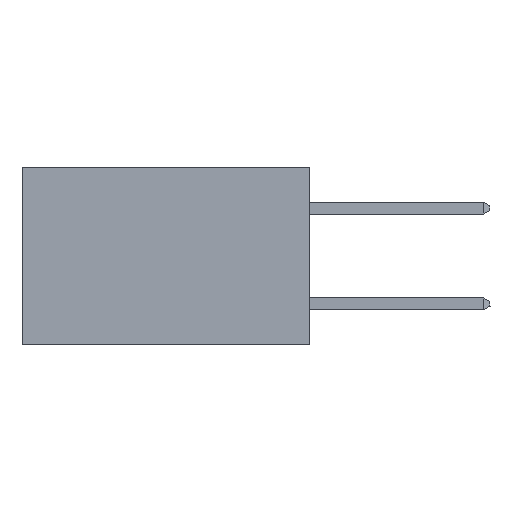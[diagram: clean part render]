
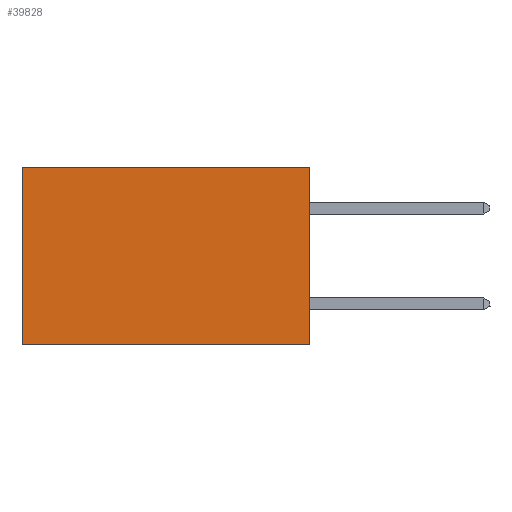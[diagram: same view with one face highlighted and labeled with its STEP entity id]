
A CAD part, left-side view. The second image highlights one B-rep face of the part: STEP entity #39828.
In plain terms, the highlighted planar face has unit normal (-1, 0, 0).
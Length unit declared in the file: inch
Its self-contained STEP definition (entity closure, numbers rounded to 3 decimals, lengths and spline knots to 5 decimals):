
#541 = VECTOR ( 'NONE', #33338, 39.37008 ) ;
#627 = DIRECTION ( 'NONE',  ( 1., 0., 0. ) ) ;
#900 = CARTESIAN_POINT ( 'NONE',  ( 0.2875, 0., 0. ) ) ;
#4245 = EDGE_LOOP ( 'NONE', ( #19771, #10146, #5680, #33936 ) ) ;
#4253 = PLANE ( 'NONE',  #32551 ) ;
#4691 = CARTESIAN_POINT ( 'NONE',  ( 0.2875, 0., 0. ) ) ;
#5680 = ORIENTED_EDGE ( 'NONE', *, *, #25634, .F. ) ;
#5995 = VERTEX_POINT ( 'NONE', #22031 ) ;
#8260 = DIRECTION ( 'NONE',  ( 0., 0., -1. ) ) ;
#10146 = ORIENTED_EDGE ( 'NONE', *, *, #23891, .F. ) ;
#11795 = CARTESIAN_POINT ( 'NONE',  ( 0.2875, 0., -0.37 ) ) ;
#12860 = LINE ( 'NONE', #33315, #34052 ) ;
#17889 = CARTESIAN_POINT ( 'NONE',  ( 0.2875, 0.6, 0. ) ) ;
#19771 = ORIENTED_EDGE ( 'NONE', *, *, #34305, .T. ) ;
#20362 = EDGE_CURVE ( 'NONE', #24284, #23158, #36996, .T. ) ;
#20436 = CARTESIAN_POINT ( 'NONE',  ( 0.2875, 0., 0. ) ) ;
#21879 = VECTOR ( 'NONE', #8260, 39.37008 ) ;
#22031 = CARTESIAN_POINT ( 'NONE',  ( 0.2875, 0., -0.37 ) ) ;
#22562 = VECTOR ( 'NONE', #32965, 39.37008 ) ;
#23158 = VERTEX_POINT ( 'NONE', #17889 ) ;
#23891 = EDGE_CURVE ( 'NONE', #5995, #25557, #30364, .T. ) ;
#24284 = VERTEX_POINT ( 'NONE', #4691 ) ;
#25336 = DIRECTION ( 'NONE',  ( 0., 0., -1. ) ) ;
#25557 = VERTEX_POINT ( 'NONE', #32025 ) ;
#25634 = EDGE_CURVE ( 'NONE', #24284, #5995, #12860, .T. ) ;
#30364 = LINE ( 'NONE', #11795, #541 ) ;
#32025 = CARTESIAN_POINT ( 'NONE',  ( 0.2875, 0.6, -0.37 ) ) ;
#32551 = AXIS2_PLACEMENT_3D ( 'NONE', #900, #627, #25336 ) ;
#32965 = DIRECTION ( 'NONE',  ( 0., 1., 0. ) ) ;
#33315 = CARTESIAN_POINT ( 'NONE',  ( 0.2875, 0., 0. ) ) ;
#33338 = DIRECTION ( 'NONE',  ( 0., 1., 0. ) ) ;
#33417 = LINE ( 'NONE', #35593, #21879 ) ;
#33442 = DIRECTION ( 'NONE',  ( 0., 0., -1. ) ) ;
#33936 = ORIENTED_EDGE ( 'NONE', *, *, #20362, .T. ) ;
#34052 = VECTOR ( 'NONE', #33442, 39.37008 ) ;
#34305 = EDGE_CURVE ( 'NONE', #23158, #25557, #33417, .T. ) ;
#35593 = CARTESIAN_POINT ( 'NONE',  ( 0.2875, 0.6, 0. ) ) ;
#36996 = LINE ( 'NONE', #20436, #22562 ) ;
#37496 = FACE_OUTER_BOUND ( 'NONE', #4245, .T. ) ;
#39828 = ADVANCED_FACE ( 'NONE', ( #37496 ), #4253, .F. ) ;
